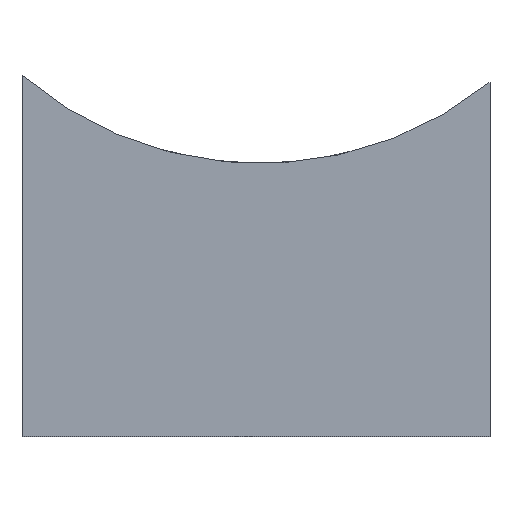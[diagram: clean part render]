
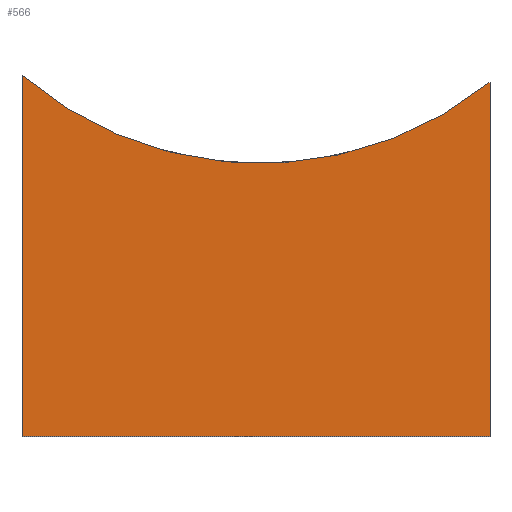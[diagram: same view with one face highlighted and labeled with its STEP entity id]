
A CAD part, top view. The second image highlights one B-rep face of the part: STEP entity #566.
In plain terms, the highlighted planar face has unit normal (0, 0, 1).
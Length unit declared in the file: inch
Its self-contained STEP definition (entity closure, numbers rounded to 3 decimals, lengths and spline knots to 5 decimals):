
#66=CIRCLE('',#618,1.875);
#104=ORIENTED_EDGE('',*,*,#270,.F.);
#105=ORIENTED_EDGE('',*,*,#272,.T.);
#106=ORIENTED_EDGE('',*,*,#268,.F.);
#107=ORIENTED_EDGE('',*,*,#264,.F.);
#264=EDGE_CURVE('',#349,#350,#398,.T.);
#268=EDGE_CURVE('',#350,#352,#402,.T.);
#270=EDGE_CURVE('',#353,#349,#404,.T.);
#272=EDGE_CURVE('',#353,#352,#66,.T.);
#349=VERTEX_POINT('',#836);
#350=VERTEX_POINT('',#838);
#352=VERTEX_POINT('',#843);
#353=VERTEX_POINT('',#848);
#398=LINE('',#837,#438);
#402=LINE('',#845,#442);
#404=LINE('',#850,#444);
#438=VECTOR('',#678,39.37008);
#442=VECTOR('',#684,39.37008);
#444=VECTOR('',#688,39.37008);
#479=EDGE_LOOP('',(#104,#105,#106,#107));
#517=FACE_BOUND('',#479,.T.);
#555=PLANE('',#617);
#566=ADVANCED_FACE('',(#517),#555,.F.);
#617=AXIS2_PLACEMENT_3D('',#852,#690,#691);
#618=AXIS2_PLACEMENT_3D('',#853,#692,#693);
#678=DIRECTION('',(-1.,0.,0.));
#684=DIRECTION('',(0.,1.,0.));
#688=DIRECTION('',(0.,-1.,0.));
#690=DIRECTION('',(0.,0.,-1.));
#691=DIRECTION('',(-1.,0.,0.));
#692=DIRECTION('',(0.,0.,-1.));
#693=DIRECTION('',(-1.,0.,0.));
#836=CARTESIAN_POINT('',(1.17867,6.60078,0.6));
#837=CARTESIAN_POINT('',(1.17867,6.60078,0.6));
#838=CARTESIAN_POINT('',(-1.22043,6.60078,0.6));
#843=CARTESIAN_POINT('',(-1.22043,8.45156,0.6));
#845=CARTESIAN_POINT('',(-1.22043,6.60078,0.6));
#848=CARTESIAN_POINT('',(1.17867,8.4168,0.6));
#850=CARTESIAN_POINT('',(1.17867,8.83614,0.6));
#852=CARTESIAN_POINT('',(0.,0.,0.6));
#853=CARTESIAN_POINT('',(0.,9.875,0.6));
